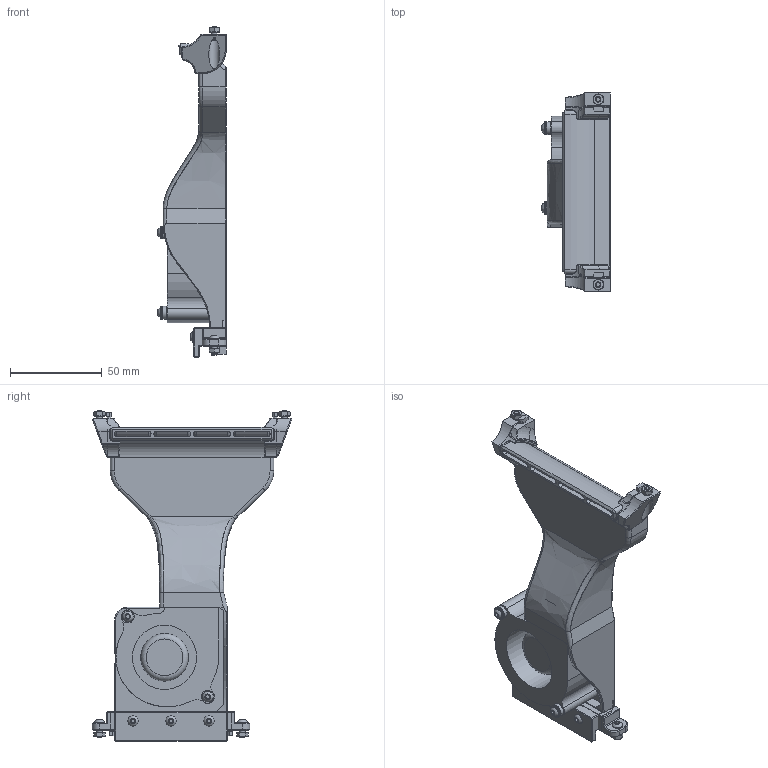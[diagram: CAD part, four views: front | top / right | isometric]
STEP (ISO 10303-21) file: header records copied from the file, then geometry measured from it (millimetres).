
FILE_DESCRIPTION(/* description */ (''),/* implementation_level */ '2;1');
FILE_NAME(/* name */ '6028_R1 v46.step',/* time_stamp */ '2023-12-23T11:20:39+01:00',/* author */ (''),/* organization */ (''),/* preprocessor_version */ 'ST-DEVELOPER v20',/* originating_system */ 'Autodesk Translation Framework v12.14.0.127',/* authorisation */ '');
FILE_SCHEMA (('AUTOMOTIVE_DESIGN { 1 0 10303 214 3 1 1 }'));
Length unit declared in the file: millimetre
Products named in the file (29): 6028_R1; 6028_R1_Unibody; 6028 Blower Fan; 6028_R1_Clamp_Block; Hardware_Clamp_Block; M3x16 BHCS; 6028_R1_Twist_Mounts; 6028_R1_Twist_Mount_Bottom; 6028_R1_Twist_Mount_Top; Hardware_Twist_Mounts; 6028_R1_Screw_Mounts; 6028_R1_Screw_Mount_Bottom; 6028_R1_Screw_Mount_Top; Hardware_Screw_Mounts; M3x12 BHCS; M3x6 BHCS; M3 Hex-Nut; M3x8 BHCS; 6028_R1_2Piece; 6028_R1_2Piece_Top; DuctSupports (1); 6028_R1_2Piece_Bottom; BrimBlocker; DuctSupports; Hardware_Common; M3 Threaded Insert; M3x35 BHCS; M3 Washer; 6028_R1_M3x35_Spacers
Assembly tree (48 placements, depth 4):
  6028_R1
    6028_R1_Unibody
      DuctSupports
      BrimBlocker
    6028 Blower Fan
    6028_R1_Clamp_Block
      Hardware_Clamp_Block
        M3x16 BHCS  x3
    6028_R1_Twist_Mounts
      6028_R1_Twist_Mount_Bottom
      6028_R1_Twist_Mount_Top
      Hardware_Twist_Mounts
        M3x12 BHCS  x3
    6028_R1_Screw_Mounts
      6028_R1_Screw_Mount_Bottom
      6028_R1_Screw_Mount_Top
      Hardware_Screw_Mounts
        M3x12 BHCS  x3
        M3x6 BHCS  x2
        M3 Hex-Nut  x4
        M3x8 BHCS  x2
    6028_R1_2Piece
      6028_R1_2Piece_Top
        DuctSupports (1)
      6028_R1_2Piece_Bottom
        BrimBlocker
        DuctSupports
    Hardware_Common
      M3 Threaded Insert  x5
      M3x35 BHCS  x2
      M3 Washer  x2
    6028_R1_M3x35_Spacers
Bounding box: 37.25 x 108.75 x 180 mm (x, y, z)
Volume: 179061.4 mm3; surface area: 151740 mm2
Topology: 58 solids, 58 shells, 2729 faces, 6751 edges, 4198 vertices
Faces by surface type: plane 1335, bspline 577, cylinder 428, cone 271, torus 103, sphere 15
Full cylindrical faces by diameter (mm): 2.9 x5, 3 x19, 3.2 x2, 3.4 x22, 4.2 x5, 4.25 x5, 4.3 x2, 4.6 x15, 5.7 x15, 6 x2, 7 x4, 26 x1, 35 x1, 39.4 x1
Entity records: 65299 total; most frequent: CARTESIAN_POINT 20055, ORIENTED_EDGE 9578, DIRECTION 8509, EDGE_CURVE 4789, LINE 3125, VECTOR 3125, VERTEX_POINT 2944, AXIS2_PLACEMENT_3D 2692
